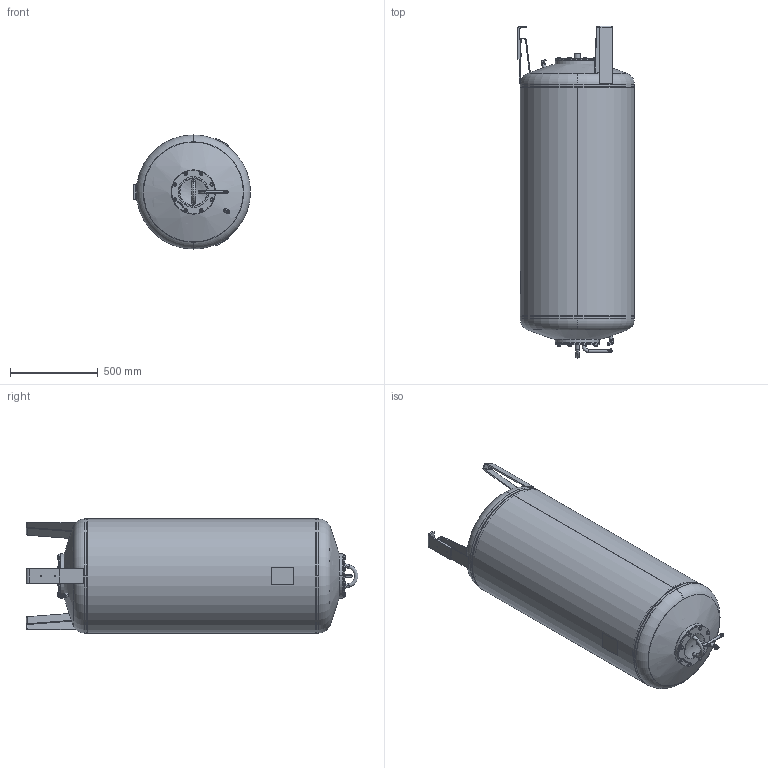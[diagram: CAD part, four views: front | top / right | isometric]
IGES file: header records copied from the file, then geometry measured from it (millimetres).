
Global section: file name: No Iges File Name specified; native system: Autodesk Inventor 2009; preprocessor: AutoDesk Inventor Iges Exporter R2009; author: CADJOBServer; date: 20091013.111036; units: millimetre
Bounding box: 665.91 x 1889.6 x 650 mm (x, y, z)
Volume: 18757954.9 mm3; surface area: 10497705.8 mm2
Topology: 27 solids, 27 shells, 1696 faces, 4231 edges, 2704 vertices
Faces by surface type: plane 630, bspline 280, revolution 262, cylinder 232, cone 231, torus 58, sphere 3
